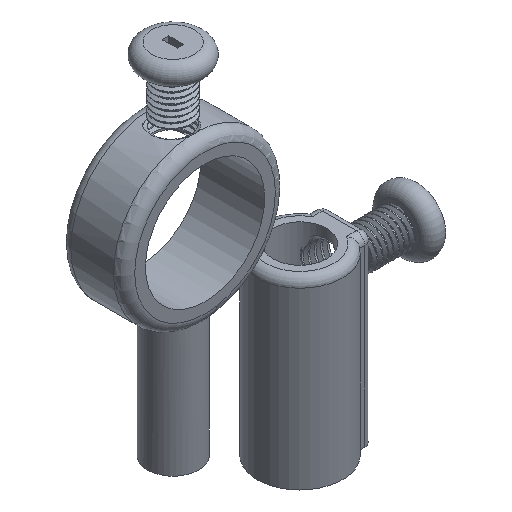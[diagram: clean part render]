
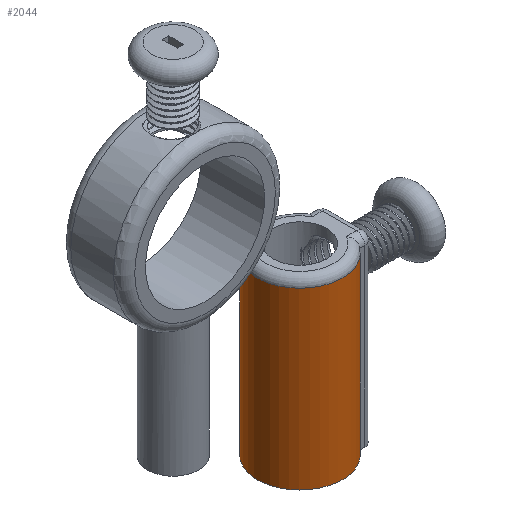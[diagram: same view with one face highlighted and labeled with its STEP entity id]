
A CAD part, isometric view. The second image highlights one B-rep face of the part: STEP entity #2044.
In plain terms, the highlighted cylindrical face has radius 10 mm (diameter 20 mm), a partial arc.
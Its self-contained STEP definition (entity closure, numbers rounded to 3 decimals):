
#94=CIRCLE('',#2180,10.);
#103=CIRCLE('',#2198,10.);
#150=FACE_OUTER_BOUND('',#272,.T.);
#272=EDGE_LOOP('',(#1375,#1376,#1377,#1378));
#595=LINE('',#3238,#689);
#597=LINE('',#3242,#691);
#689=VECTOR('',#2403,10.);
#691=VECTOR('',#2407,10.);
#789=VERTEX_POINT('',#3085);
#790=VERTEX_POINT('',#3100);
#806=VERTEX_POINT('',#3237);
#807=VERTEX_POINT('',#3241);
#1007=EDGE_CURVE('',#789,#790,#94,.T.);
#1033=EDGE_CURVE('',#806,#790,#595,.T.);
#1035=EDGE_CURVE('',#789,#807,#597,.T.);
#1036=EDGE_CURVE('',#807,#806,#103,.T.);
#1375=ORIENTED_EDGE('',*,*,#1007,.F.);
#1376=ORIENTED_EDGE('',*,*,#1035,.T.);
#1377=ORIENTED_EDGE('',*,*,#1036,.T.);
#1378=ORIENTED_EDGE('',*,*,#1033,.T.);
#1969=CYLINDRICAL_SURFACE('',#2197,10.);
#2044=ADVANCED_FACE('',(#150),#1969,.T.);
#2180=AXIS2_PLACEMENT_3D('',#3101,#2357,#2358);
#2197=AXIS2_PLACEMENT_3D('',#3240,#2405,#2406);
#2198=AXIS2_PLACEMENT_3D('',#3243,#2408,#2409);
#2357=DIRECTION('center_axis',(0.,0.,1.));
#2358=DIRECTION('ref_axis',(-1.,0.,0.));
#2403=DIRECTION('',(0.,0.,1.));
#2405=DIRECTION('center_axis',(0.,0.,1.));
#2406=DIRECTION('ref_axis',(-1.,0.,0.));
#2407=DIRECTION('',(0.,0.,-1.));
#2408=DIRECTION('center_axis',(0.,0.,1.));
#2409=DIRECTION('ref_axis',(-1.,0.,0.));
#3085=CARTESIAN_POINT('',(8.,6.,51.));
#3100=CARTESIAN_POINT('',(8.,-6.,51.));
#3101=CARTESIAN_POINT('Origin',(0.,0.,51.));
#3237=CARTESIAN_POINT('',(8.,-6.,10.));
#3238=CARTESIAN_POINT('',(8.,-6.,10.));
#3240=CARTESIAN_POINT('Origin',(0.,0.,10.));
#3241=CARTESIAN_POINT('',(8.,6.,10.));
#3242=CARTESIAN_POINT('',(8.,6.,10.));
#3243=CARTESIAN_POINT('Origin',(0.,0.,10.));
